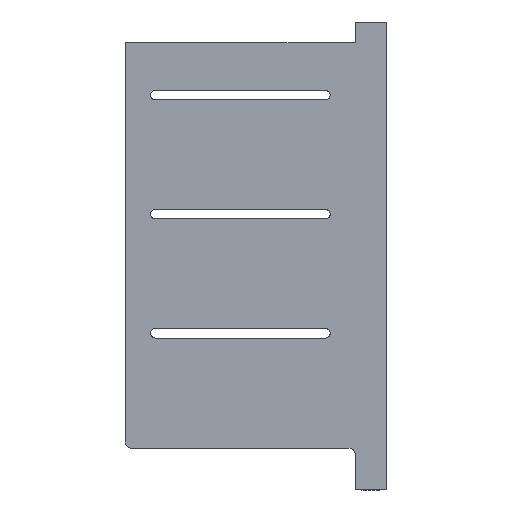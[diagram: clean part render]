
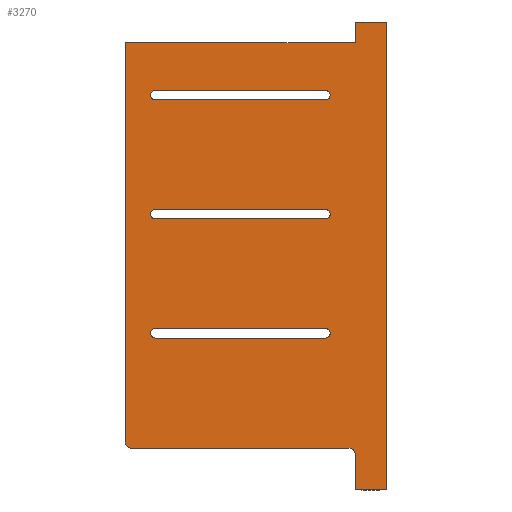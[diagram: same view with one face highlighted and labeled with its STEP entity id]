
A CAD part, front view. The second image highlights one B-rep face of the part: STEP entity #3270.
In plain terms, the highlighted planar face has unit normal (0, -1, 0).
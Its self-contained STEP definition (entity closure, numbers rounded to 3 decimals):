
#53=CIRCLE('',#3374,2.25);
#56=CIRCLE('',#3380,2.25);
#59=CIRCLE('',#3386,2.25);
#61=CIRCLE('',#3391,2.25);
#65=CIRCLE('',#3398,2.25);
#67=CIRCLE('',#3403,2.25);
#81=CIRCLE('',#3434,3.);
#82=CIRCLE('',#3438,3.);
#111=FACE_BOUND('',#606,.T.);
#112=FACE_BOUND('',#607,.T.);
#113=FACE_BOUND('',#608,.T.);
#421=FACE_OUTER_BOUND('',#605,.T.);
#605=EDGE_LOOP('',(#2858,#2859,#2860,#2861,#2862,#2863,#2864,#2865,#2866,
#2867));
#606=EDGE_LOOP('',(#2868,#2869,#2870,#2871));
#607=EDGE_LOOP('',(#2872,#2873,#2874,#2875));
#608=EDGE_LOOP('',(#2876,#2877,#2878,#2879));
#843=LINE('',#5642,#1163);
#853=LINE('',#5669,#1173);
#863=LINE('',#5696,#1183);
#876=LINE('',#5734,#1196);
#878=LINE('',#5738,#1198);
#892=LINE('',#5776,#1212);
#896=LINE('',#5785,#1216);
#921=LINE('',#5858,#1241);
#924=LINE('',#5866,#1244);
#930=LINE('',#5881,#1250);
#934=LINE('',#5890,#1254);
#935=LINE('',#5892,#1255);
#936=LINE('',#5894,#1256);
#937=LINE('',#5895,#1257);
#1163=VECTOR('',#3799,10.);
#1173=VECTOR('',#3821,10.);
#1183=VECTOR('',#3843,10.);
#1196=VECTOR('',#3878,10.);
#1198=VECTOR('',#3882,10.);
#1212=VECTOR('',#3918,10.);
#1216=VECTOR('',#3924,10.);
#1241=VECTOR('',#4001,10.);
#1244=VECTOR('',#4010,10.);
#1250=VECTOR('',#4024,10.);
#1254=VECTOR('',#4036,10.);
#1255=VECTOR('',#4037,10.);
#1256=VECTOR('',#4038,10.);
#1257=VECTOR('',#4039,10.);
#1491=VERTEX_POINT('',#5636);
#1493=VERTEX_POINT('',#5640);
#1496=VERTEX_POINT('',#5648);
#1502=VERTEX_POINT('',#5663);
#1504=VERTEX_POINT('',#5667);
#1507=VERTEX_POINT('',#5675);
#1513=VERTEX_POINT('',#5690);
#1515=VERTEX_POINT('',#5694);
#1518=VERTEX_POINT('',#5702);
#1529=VERTEX_POINT('',#5729);
#1530=VERTEX_POINT('',#5737);
#1543=VERTEX_POINT('',#5771);
#1546=VERTEX_POINT('',#5782);
#1547=VERTEX_POINT('',#5784);
#1569=VERTEX_POINT('',#5856);
#1570=VERTEX_POINT('',#5860);
#1571=VERTEX_POINT('',#5864);
#1572=VERTEX_POINT('',#5869);
#1576=VERTEX_POINT('',#5879);
#1577=VERTEX_POINT('',#5889);
#1578=VERTEX_POINT('',#5891);
#1579=VERTEX_POINT('',#5893);
#1907=EDGE_CURVE('',#1491,#1493,#843,.T.);
#1910=EDGE_CURVE('',#1491,#1496,#53,.T.);
#1920=EDGE_CURVE('',#1502,#1504,#853,.T.);
#1923=EDGE_CURVE('',#1502,#1507,#56,.T.);
#1933=EDGE_CURVE('',#1513,#1515,#863,.T.);
#1936=EDGE_CURVE('',#1513,#1518,#59,.T.);
#1950=EDGE_CURVE('',#1529,#1493,#61,.T.);
#1952=EDGE_CURVE('',#1529,#1496,#876,.T.);
#1954=EDGE_CURVE('',#1518,#1530,#878,.T.);
#1959=EDGE_CURVE('',#1530,#1515,#65,.T.);
#1972=EDGE_CURVE('',#1543,#1504,#67,.T.);
#1974=EDGE_CURVE('',#1543,#1507,#892,.T.);
#1978=EDGE_CURVE('',#1547,#1546,#896,.T.);
#2015=EDGE_CURVE('',#1546,#1569,#921,.T.);
#2016=EDGE_CURVE('',#1570,#1569,#81,.T.);
#2019=EDGE_CURVE('',#1570,#1571,#924,.T.);
#2021=EDGE_CURVE('',#1572,#1571,#82,.T.);
#2026=EDGE_CURVE('',#1572,#1576,#930,.T.);
#2030=EDGE_CURVE('',#1576,#1577,#934,.T.);
#2031=EDGE_CURVE('',#1577,#1578,#935,.T.);
#2032=EDGE_CURVE('',#1578,#1579,#936,.T.);
#2033=EDGE_CURVE('',#1579,#1547,#937,.T.);
#2858=ORIENTED_EDGE('',*,*,#2016,.F.);
#2859=ORIENTED_EDGE('',*,*,#2019,.T.);
#2860=ORIENTED_EDGE('',*,*,#2021,.F.);
#2861=ORIENTED_EDGE('',*,*,#2026,.T.);
#2862=ORIENTED_EDGE('',*,*,#2030,.T.);
#2863=ORIENTED_EDGE('',*,*,#2031,.T.);
#2864=ORIENTED_EDGE('',*,*,#2032,.T.);
#2865=ORIENTED_EDGE('',*,*,#2033,.T.);
#2866=ORIENTED_EDGE('',*,*,#1978,.T.);
#2867=ORIENTED_EDGE('',*,*,#2015,.T.);
#2868=ORIENTED_EDGE('',*,*,#1933,.T.);
#2869=ORIENTED_EDGE('',*,*,#1959,.F.);
#2870=ORIENTED_EDGE('',*,*,#1954,.F.);
#2871=ORIENTED_EDGE('',*,*,#1936,.F.);
#2872=ORIENTED_EDGE('',*,*,#1974,.T.);
#2873=ORIENTED_EDGE('',*,*,#1923,.F.);
#2874=ORIENTED_EDGE('',*,*,#1920,.T.);
#2875=ORIENTED_EDGE('',*,*,#1972,.F.);
#2876=ORIENTED_EDGE('',*,*,#1952,.T.);
#2877=ORIENTED_EDGE('',*,*,#1910,.F.);
#2878=ORIENTED_EDGE('',*,*,#1907,.T.);
#2879=ORIENTED_EDGE('',*,*,#1950,.F.);
#3110=PLANE('',#3443);
#3270=ADVANCED_FACE('',(#421,#111,#112,#113),#3110,.F.);
#3374=AXIS2_PLACEMENT_3D('',#5649,#3806,#3807);
#3380=AXIS2_PLACEMENT_3D('',#5676,#3828,#3829);
#3386=AXIS2_PLACEMENT_3D('',#5703,#3850,#3851);
#3391=AXIS2_PLACEMENT_3D('',#5731,#3872,#3873);
#3398=AXIS2_PLACEMENT_3D('',#5746,#3891,#3892);
#3403=AXIS2_PLACEMENT_3D('',#5773,#3912,#3913);
#3434=AXIS2_PLACEMENT_3D('',#5861,#4004,#4005);
#3438=AXIS2_PLACEMENT_3D('',#5871,#4016,#4017);
#3443=AXIS2_PLACEMENT_3D('',#5888,#4034,#4035);
#3799=DIRECTION('',(1.,0.,0.));
#3806=DIRECTION('center_axis',(0.,-1.,0.));
#3807=DIRECTION('ref_axis',(-0.707,0.,0.707));
#3821=DIRECTION('',(1.,0.,0.));
#3828=DIRECTION('center_axis',(0.,-1.,0.));
#3829=DIRECTION('ref_axis',(-0.707,0.,0.707));
#3843=DIRECTION('',(1.,0.,0.));
#3850=DIRECTION('center_axis',(0.,-1.,0.));
#3851=DIRECTION('ref_axis',(-0.707,0.,0.707));
#3872=DIRECTION('center_axis',(0.,-1.,0.));
#3873=DIRECTION('ref_axis',(0.707,0.,-0.707));
#3878=DIRECTION('',(-1.,0.,0.));
#3882=DIRECTION('',(1.,0.,0.));
#3891=DIRECTION('center_axis',(0.,-1.,0.));
#3892=DIRECTION('ref_axis',(0.707,0.,-0.707));
#3912=DIRECTION('center_axis',(0.,-1.,0.));
#3913=DIRECTION('ref_axis',(0.707,0.,-0.707));
#3918=DIRECTION('',(-1.,0.,0.));
#3924=DIRECTION('',(-1.,0.,0.));
#4001=DIRECTION('',(0.,0.,-1.));
#4004=DIRECTION('center_axis',(0.,1.,0.));
#4005=DIRECTION('ref_axis',(-0.707,0.,-0.707));
#4010=DIRECTION('',(1.,0.,0.));
#4016=DIRECTION('center_axis',(0.,-1.,0.));
#4017=DIRECTION('ref_axis',(0.707,0.,0.707));
#4024=DIRECTION('',(0.,0.,-1.));
#4034=DIRECTION('center_axis',(0.,1.,0.));
#4035=DIRECTION('ref_axis',(-1.,0.,0.));
#4036=DIRECTION('',(1.,0.,0.));
#4037=DIRECTION('',(0.,0.,1.));
#4038=DIRECTION('',(-1.,0.,0.));
#4039=DIRECTION('',(0.,0.,-1.));
#5636=CARTESIAN_POINT('',(14.25,-5.,74.25));
#5640=CARTESIAN_POINT('',(95.75,-5.,74.25));
#5642=CARTESIAN_POINT('',(-12.875,-5.,74.25));
#5648=CARTESIAN_POINT('',(14.25,-5.,69.75));
#5649=CARTESIAN_POINT('Origin',(14.25,-5.,72.));
#5663=CARTESIAN_POINT('',(14.25,-5.,17.25));
#5667=CARTESIAN_POINT('',(95.75,-5.,17.25));
#5669=CARTESIAN_POINT('',(29.,-5.,17.25));
#5675=CARTESIAN_POINT('',(14.25,-5.,12.75));
#5676=CARTESIAN_POINT('Origin',(14.25,-5.,15.));
#5690=CARTESIAN_POINT('',(14.25,-5.,-39.75));
#5694=CARTESIAN_POINT('',(95.75,-5.,-39.75));
#5696=CARTESIAN_POINT('',(-12.875,-5.,-39.75));
#5702=CARTESIAN_POINT('',(14.25,-5.,-44.25));
#5703=CARTESIAN_POINT('Origin',(14.25,-5.,-42.));
#5729=CARTESIAN_POINT('',(95.75,-5.,69.75));
#5731=CARTESIAN_POINT('Origin',(95.75,-5.,72.));
#5734=CARTESIAN_POINT('',(-12.875,-5.,69.75));
#5737=CARTESIAN_POINT('',(95.75,-5.,-44.25));
#5738=CARTESIAN_POINT('',(-12.875,-5.,-44.25));
#5746=CARTESIAN_POINT('Origin',(95.75,-5.,-42.));
#5771=CARTESIAN_POINT('',(95.75,-5.,12.75));
#5773=CARTESIAN_POINT('Origin',(95.75,-5.,15.));
#5776=CARTESIAN_POINT('',(-14.,-5.,12.75));
#5782=CARTESIAN_POINT('',(0.,-5.,97.));
#5784=CARTESIAN_POINT('',(110.,-5.,97.));
#5785=CARTESIAN_POINT('',(-20.,-5.,97.));
#5856=CARTESIAN_POINT('',(0.,-5.,-94.));
#5858=CARTESIAN_POINT('',(0.,-5.,73.));
#5860=CARTESIAN_POINT('',(3.,-5.,-97.));
#5861=CARTESIAN_POINT('Origin',(3.,-5.,-94.));
#5864=CARTESIAN_POINT('',(107.,-5.,-97.));
#5866=CARTESIAN_POINT('',(35.,-5.,-97.));
#5869=CARTESIAN_POINT('',(110.,-5.,-100.));
#5871=CARTESIAN_POINT('Origin',(107.,-5.,-100.));
#5879=CARTESIAN_POINT('',(110.,-5.,-117.));
#5881=CARTESIAN_POINT('',(110.,-5.,3.));
#5888=CARTESIAN_POINT('Origin',(-40.,-5.,123.));
#5889=CARTESIAN_POINT('',(125.,-5.,-117.));
#5890=CARTESIAN_POINT('',(70.,-5.,-117.));
#5891=CARTESIAN_POINT('',(125.,-5.,107.));
#5892=CARTESIAN_POINT('',(125.,-5.,73.));
#5893=CARTESIAN_POINT('',(110.,-5.,107.));
#5894=CARTESIAN_POINT('',(10.,-5.,107.));
#5895=CARTESIAN_POINT('',(110.,-5.,110.));
